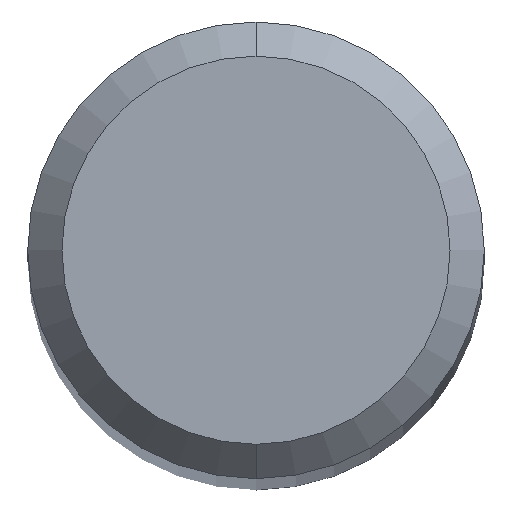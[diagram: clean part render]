
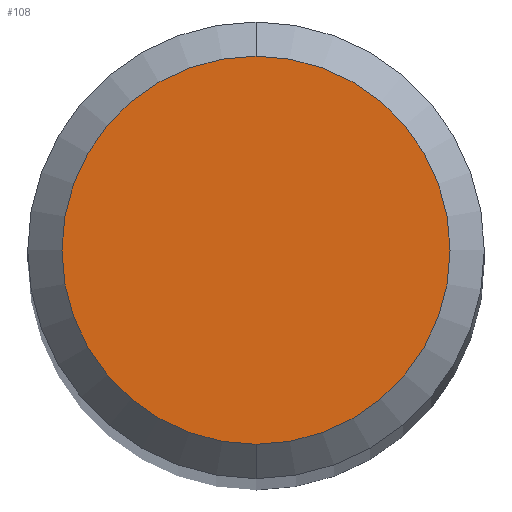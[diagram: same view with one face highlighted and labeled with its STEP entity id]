
A CAD part, top view. The second image highlights one B-rep face of the part: STEP entity #108.
In plain terms, the highlighted planar face has unit normal (0, 0, 1).
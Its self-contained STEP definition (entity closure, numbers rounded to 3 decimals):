
#108=ADVANCED_FACE('',(#250),#251,.T.);
#112=EDGE_CURVE('',#202,#164,#255,.T.);
#128=EDGE_CURVE('',#164,#202,#272,.T.);
#164=VERTEX_POINT('',#312);
#202=VERTEX_POINT('',#355);
#250=FACE_OUTER_BOUND('',#397,.T.);
#251=PLANE('',#398);
#255=CIRCLE('',#402,1.7);
#272=CIRCLE('',#425,1.7);
#312=CARTESIAN_POINT('',(0.,-1.7,0.0));
#355=CARTESIAN_POINT('',(0.0,1.7,0.0));
#397=EDGE_LOOP('',(#577,#578));
#398=AXIS2_PLACEMENT_3D('',#579,#580,#581);
#402=AXIS2_PLACEMENT_3D('',#583,#584,#585);
#425=AXIS2_PLACEMENT_3D('',#604,#605,#606);
#577=ORIENTED_EDGE('',*,*,#112,.F.);
#578=ORIENTED_EDGE('',*,*,#128,.F.);
#579=CARTESIAN_POINT('',(0.0,0.85,0.0));
#580=DIRECTION('',(-0.0,0.0,1.0));
#581=DIRECTION('',(0.0,-1.0,0.0));
#583=CARTESIAN_POINT('',(0.0,0.0,0.0));
#584=DIRECTION('',(0.0,0.0,-1.0));
#585=DIRECTION('',(0.0,1.0,0.0));
#604=CARTESIAN_POINT('',(0.0,0.0,0.0));
#605=DIRECTION('',(0.0,0.0,-1.0));
#606=DIRECTION('',(0.0,1.0,0.0));
